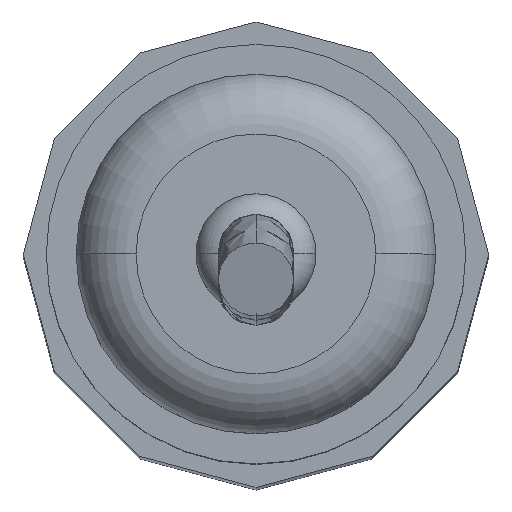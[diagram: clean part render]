
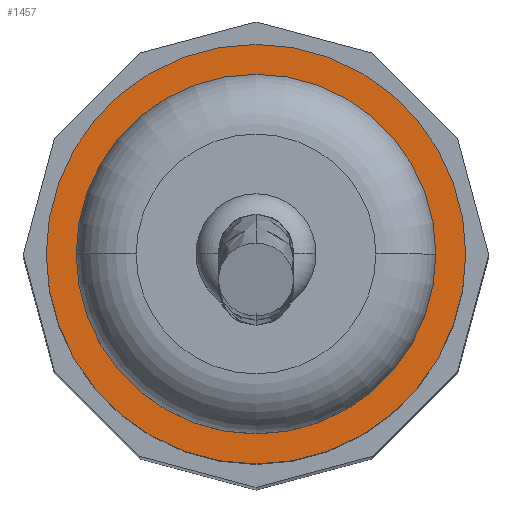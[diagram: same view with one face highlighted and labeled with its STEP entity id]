
A CAD part, top view. The second image highlights one B-rep face of the part: STEP entity #1457.
In plain terms, the highlighted planar face has unit normal (0, 0, 1).
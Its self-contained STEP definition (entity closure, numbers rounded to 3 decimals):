
#42 = EDGE_LOOP ( 'NONE', ( #274, #1207 ) ) ;
#76 = VERTEX_POINT ( 'NONE', #2118 ) ;
#77 = DIRECTION ( 'NONE',  ( 1., 0., 0. ) ) ;
#81 = AXIS2_PLACEMENT_3D ( 'NONE', #880, #1606, #96 ) ;
#96 = DIRECTION ( 'NONE',  ( 1., 0., 0. ) ) ;
#141 = CARTESIAN_POINT ( 'NONE',  ( -14., 0., 20. ) ) ;
#176 = CARTESIAN_POINT ( 'NONE',  ( 0., 0., 20. ) ) ;
#186 = DIRECTION ( 'NONE',  ( 1., 0., 0. ) ) ;
#274 = ORIENTED_EDGE ( 'NONE', *, *, #377, .T. ) ;
#356 = DIRECTION ( 'NONE',  ( 0., 0., 1. ) ) ;
#370 = VERTEX_POINT ( 'NONE', #141 ) ;
#377 = EDGE_CURVE ( 'NONE', #370, #1311, #2272, .T. ) ;
#383 = FACE_OUTER_BOUND ( 'NONE', #42, .T. ) ;
#559 = AXIS2_PLACEMENT_3D ( 'NONE', #923, #356, #1845 ) ;
#567 = EDGE_CURVE ( 'NONE', #1311, #370, #1957, .T. ) ;
#667 = VERTEX_POINT ( 'NONE', #857 ) ;
#680 = FACE_BOUND ( 'NONE', #1711, .T. ) ;
#687 = ORIENTED_EDGE ( 'NONE', *, *, #1131, .F. ) ;
#782 = AXIS2_PLACEMENT_3D ( 'NONE', #2223, #1680, #186 ) ;
#857 = CARTESIAN_POINT ( 'NONE',  ( 12., 0., 20. ) ) ;
#880 = CARTESIAN_POINT ( 'NONE',  ( 0., 0., 20. ) ) ;
#923 = CARTESIAN_POINT ( 'NONE',  ( 0., 0., 20. ) ) ;
#993 = AXIS2_PLACEMENT_3D ( 'NONE', #1189, #2138, #77 ) ;
#1128 = ORIENTED_EDGE ( 'NONE', *, *, #1264, .F. ) ;
#1131 = EDGE_CURVE ( 'NONE', #76, #667, #1307, .T. ) ;
#1189 = CARTESIAN_POINT ( 'NONE',  ( 0., 0., 20. ) ) ;
#1207 = ORIENTED_EDGE ( 'NONE', *, *, #567, .T. ) ;
#1264 = EDGE_CURVE ( 'NONE', #667, #76, #1271, .T. ) ;
#1271 = CIRCLE ( 'NONE', #1672, 12. ) ;
#1307 = CIRCLE ( 'NONE', #782, 12. ) ;
#1311 = VERTEX_POINT ( 'NONE', #1517 ) ;
#1457 = ADVANCED_FACE ( 'NONE', ( #680, #383 ), #1586, .T. ) ;
#1517 = CARTESIAN_POINT ( 'NONE',  ( 14., 0., 20. ) ) ;
#1586 = PLANE ( 'NONE',  #81 ) ;
#1606 = DIRECTION ( 'NONE',  ( 0., 0., 1. ) ) ;
#1672 = AXIS2_PLACEMENT_3D ( 'NONE', #176, #1675, #1858 ) ;
#1675 = DIRECTION ( 'NONE',  ( 0., 0., 1. ) ) ;
#1680 = DIRECTION ( 'NONE',  ( 0., 0., 1. ) ) ;
#1711 = EDGE_LOOP ( 'NONE', ( #687, #1128 ) ) ;
#1845 = DIRECTION ( 'NONE',  ( 1., 0., 0. ) ) ;
#1858 = DIRECTION ( 'NONE',  ( 1., 0., 0. ) ) ;
#1957 = CIRCLE ( 'NONE', #993, 14. ) ;
#2118 = CARTESIAN_POINT ( 'NONE',  ( -12., 0., 20. ) ) ;
#2138 = DIRECTION ( 'NONE',  ( 0., 0., 1. ) ) ;
#2223 = CARTESIAN_POINT ( 'NONE',  ( 0., 0., 20. ) ) ;
#2272 = CIRCLE ( 'NONE', #559, 14. ) ;
